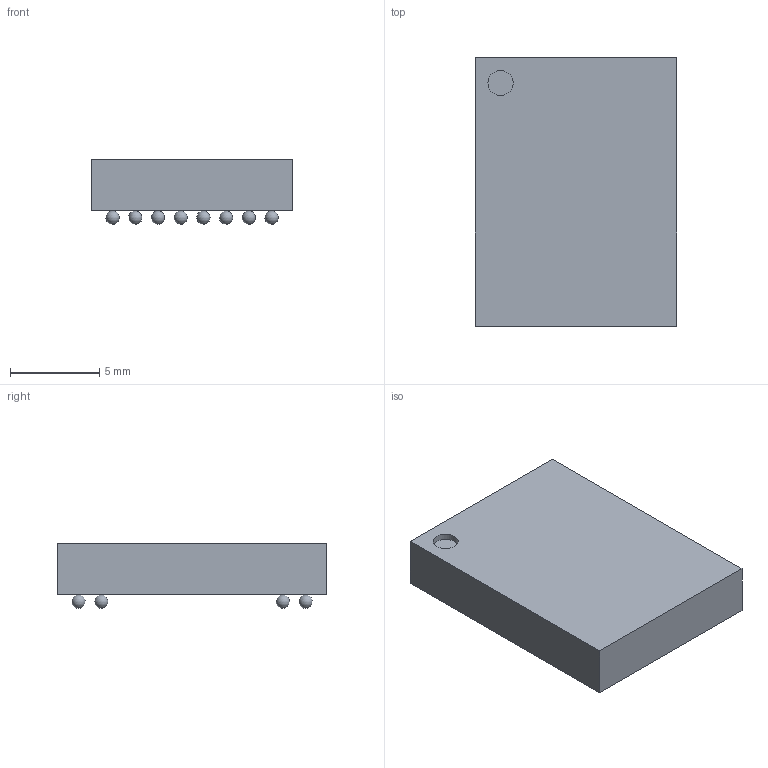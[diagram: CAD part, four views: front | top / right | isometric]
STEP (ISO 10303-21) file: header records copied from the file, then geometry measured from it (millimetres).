
FILE_DESCRIPTION(('FreeCAD Model'),'2;1');
FILE_NAME('1189105.1.1.stp','2020-04-10T00:01:42',( 'Author'),(''),'Open CASCADE STEP processor 6.9','FreeCAD','Unknown' );
FILE_SCHEMA(('AUTOMOTIVE_DESIGN { 1 0 10303 214 1 1 1 1 }'));
Length unit declared in the file: millimetre
Products named in the file (34): ASSEMBLY; A1; A2; A3; A4; A5; A6; A7; A8; B1; B2; B3; B4; B5; B6; B7; B8; K1; K2; K3; K4; K5; K6; K7; K8; L1; L2; L3; L4; L5; L6; L7; L8; Body
Assembly tree (33 placements, depth 2):
  ASSEMBLY
    A1
    A2
    A3
    A4
    A5
    A6
    A7
    A8
    B1
    B2
    B3
    B4
    B5
    B6
    B7
    B8
    K1
    K2
    K3
    K4
    K5
    K6
    K7
    K8
    L1
    L2
    L3
    L4
    L5
    L6
    L7
    L8
    Body
Bounding box: 11.25 x 15 x 3.62 mm (x, y, z)
Volume: 490.8 mm3; surface area: 546.3 mm2
Topology: 33 solids, 33 shells, 40 faces, 111 edges, 74 vertices
Faces by surface type: sphere 32, plane 7, cylinder 1
Full cylindrical faces by diameter (mm): 1.406 x1
Entity records: 1716 total; most frequent: DIRECTION 195, CARTESIAN_POINT 161, AXIS2_PLACEMENT_3D 76, PRODUCT_DEFINITION_SHAPE 67, VERTEX_POINT 42, FACE_BOUND 41, LINE 41, VECTOR 41
